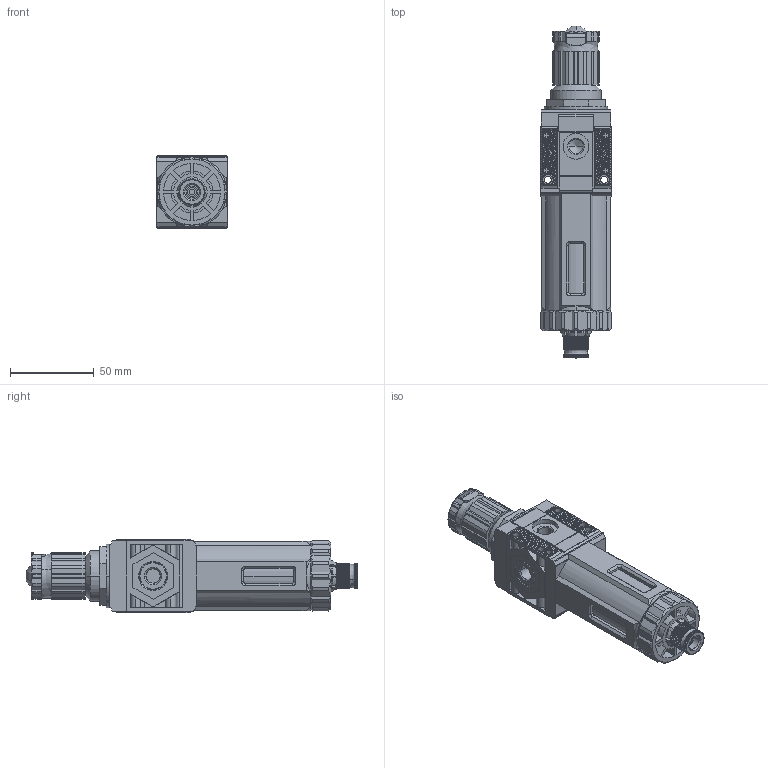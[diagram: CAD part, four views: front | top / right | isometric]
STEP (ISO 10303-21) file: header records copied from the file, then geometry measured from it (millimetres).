
FILE_DESCRIPTION (( 'STEP AP203' ), '1' );
FILE_NAME ('5U11B241.step', '2023-05-17T14:14:15', ( '' ), ( '' ), 'SwSTEP 2.0', 'SolidWorks 2021', '' );
FILE_SCHEMA (( 'CONFIG_CONTROL_DESIGN' ));
Length unit declared in the file: inch
Products named in the file (1): 5U11B241
Bounding box: 42.2 x 198 x 43.6 mm (x, y, z)
Volume: 162056.5 mm3; surface area: 74365.8 mm2
Topology: 15 solids, 15 shells, 2181 faces, 5796 edges, 3679 vertices
Faces by surface type: plane 1612, cylinder 418, cone 109, bspline 42
Entity records: 69024 total; most frequent: CARTESIAN_POINT 15394, ORIENTED_EDGE 11580, DIRECTION 10654, EDGE_CURVE 5790, VECTOR 4194, LINE 4194, VERTEX_POINT 3679, AXIS2_PLACEMENT_3D 3230
